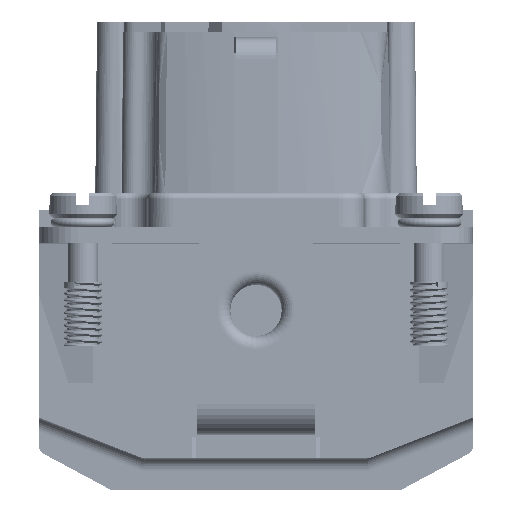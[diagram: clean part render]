
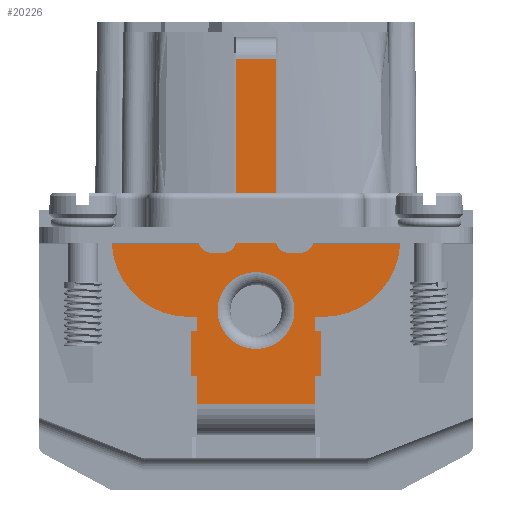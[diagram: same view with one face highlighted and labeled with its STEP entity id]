
A CAD part, left-side view. The second image highlights one B-rep face of the part: STEP entity #20226.
In plain terms, the highlighted planar face has unit normal (-1, 0, 0).
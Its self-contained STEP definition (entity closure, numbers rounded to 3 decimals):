
#4522=FACE_BOUND('',#43407,.T.);
#4523=FACE_BOUND('',#43408,.T.);
#11668=CIRCLE('',#186985,3.);
#11669=CIRCLE('',#186986,6.);
#11670=CIRCLE('',#186987,6.);
#11671=CIRCLE('',#186988,1.);
#11672=CIRCLE('',#186989,1.);
#11673=CIRCLE('',#186990,1.);
#11674=CIRCLE('',#186991,1.);
#20226=ADVANCED_FACE('',(#4522,#4523),#26125,.T.);
#26125=PLANE('',#186992);
#43407=EDGE_LOOP('',(#94948));
#43408=EDGE_LOOP('',(#94949,#94950,#94951,#94952,#94953,#94954,#94955,#94956,
#94957,#94958,#94959,#94960,#94961,#94962,#94963,#94964,#94965,#94966,#94967,
#94968,#94969,#94970,#94971,#94972,#94973,#94974));
#94948=ORIENTED_EDGE('',*,*,#138474,.T.);
#94949=ORIENTED_EDGE('',*,*,#138475,.T.);
#94950=ORIENTED_EDGE('',*,*,#138476,.F.);
#94951=ORIENTED_EDGE('',*,*,#138477,.F.);
#94952=ORIENTED_EDGE('',*,*,#138478,.F.);
#94953=ORIENTED_EDGE('',*,*,#138479,.F.);
#94954=ORIENTED_EDGE('',*,*,#138480,.T.);
#94955=ORIENTED_EDGE('',*,*,#138481,.F.);
#94956=ORIENTED_EDGE('',*,*,#138482,.T.);
#94957=ORIENTED_EDGE('',*,*,#138483,.T.);
#94958=ORIENTED_EDGE('',*,*,#138484,.F.);
#94959=ORIENTED_EDGE('',*,*,#138485,.F.);
#94960=ORIENTED_EDGE('',*,*,#138486,.T.);
#94961=ORIENTED_EDGE('',*,*,#138487,.T.);
#94962=ORIENTED_EDGE('',*,*,#138488,.T.);
#94963=ORIENTED_EDGE('',*,*,#138489,.T.);
#94964=ORIENTED_EDGE('',*,*,#138490,.T.);
#94965=ORIENTED_EDGE('',*,*,#138491,.F.);
#94966=ORIENTED_EDGE('',*,*,#138470,.T.);
#94967=ORIENTED_EDGE('',*,*,#138492,.F.);
#94968=ORIENTED_EDGE('',*,*,#138493,.T.);
#94969=ORIENTED_EDGE('',*,*,#138494,.F.);
#94970=ORIENTED_EDGE('',*,*,#138495,.T.);
#94971=ORIENTED_EDGE('',*,*,#138496,.F.);
#94972=ORIENTED_EDGE('',*,*,#138497,.T.);
#94973=ORIENTED_EDGE('',*,*,#138498,.F.);
#94974=ORIENTED_EDGE('',*,*,#138499,.F.);
#112528=VERTEX_POINT('',#319845);
#112529=VERTEX_POINT('',#319846);
#112532=VERTEX_POINT('',#319854);
#112533=VERTEX_POINT('',#319856);
#112534=VERTEX_POINT('',#319857);
#112535=VERTEX_POINT('',#319859);
#112536=VERTEX_POINT('',#319861);
#112537=VERTEX_POINT('',#319863);
#112538=VERTEX_POINT('',#319865);
#112539=VERTEX_POINT('',#319867);
#112540=VERTEX_POINT('',#319869);
#112541=VERTEX_POINT('',#319871);
#112542=VERTEX_POINT('',#319873);
#112543=VERTEX_POINT('',#319875);
#112544=VERTEX_POINT('',#319877);
#112545=VERTEX_POINT('',#319879);
#112546=VERTEX_POINT('',#319881);
#112547=VERTEX_POINT('',#319883);
#112548=VERTEX_POINT('',#319885);
#112549=VERTEX_POINT('',#319887);
#112550=VERTEX_POINT('',#319890);
#112551=VERTEX_POINT('',#319892);
#112552=VERTEX_POINT('',#319894);
#112553=VERTEX_POINT('',#319896);
#112554=VERTEX_POINT('',#319898);
#112555=VERTEX_POINT('',#319900);
#112556=VERTEX_POINT('',#319902);
#138470=EDGE_CURVE('',#112528,#112529,#156682,.T.);
#138474=EDGE_CURVE('',#112532,#112532,#11668,.T.);
#138475=EDGE_CURVE('',#112533,#112534,#11669,.T.);
#138476=EDGE_CURVE('',#112535,#112534,#156686,.T.);
#138477=EDGE_CURVE('',#112536,#112535,#156687,.T.);
#138478=EDGE_CURVE('',#112537,#112536,#156688,.T.);
#138479=EDGE_CURVE('',#112538,#112537,#156689,.T.);
#138480=EDGE_CURVE('',#112538,#112539,#156690,.T.);
#138481=EDGE_CURVE('',#112540,#112539,#156691,.T.);
#138482=EDGE_CURVE('',#112540,#112541,#156692,.T.);
#138483=EDGE_CURVE('',#112541,#112542,#156693,.T.);
#138484=EDGE_CURVE('',#112543,#112542,#156694,.T.);
#138485=EDGE_CURVE('',#112544,#112543,#156695,.T.);
#138486=EDGE_CURVE('',#112544,#112545,#156696,.T.);
#138487=EDGE_CURVE('',#112545,#112546,#156697,.T.);
#138488=EDGE_CURVE('',#112546,#112547,#156698,.T.);
#138489=EDGE_CURVE('',#112547,#112548,#11670,.T.);
#138490=EDGE_CURVE('',#112548,#112549,#156699,.T.);
#138491=EDGE_CURVE('',#112528,#112549,#11671,.T.);
#138492=EDGE_CURVE('',#112550,#112529,#11672,.T.);
#138493=EDGE_CURVE('',#112550,#112551,#156700,.T.);
#138494=EDGE_CURVE('',#112552,#112551,#156701,.T.);
#138495=EDGE_CURVE('',#112552,#112553,#156702,.T.);
#138496=EDGE_CURVE('',#112554,#112553,#11673,.T.);
#138497=EDGE_CURVE('',#112554,#112555,#156703,.T.);
#138498=EDGE_CURVE('',#112556,#112555,#11674,.T.);
#138499=EDGE_CURVE('',#112533,#112556,#156704,.T.);
#156682=LINE('',#319844,#174830);
#156686=LINE('',#319858,#174834);
#156687=LINE('',#319860,#174835);
#156688=LINE('',#319862,#174836);
#156689=LINE('',#319864,#174837);
#156690=LINE('',#319866,#174838);
#156691=LINE('',#319868,#174839);
#156692=LINE('',#319870,#174840);
#156693=LINE('',#319872,#174841);
#156694=LINE('',#319874,#174842);
#156695=LINE('',#319876,#174843);
#156696=LINE('',#319878,#174844);
#156697=LINE('',#319880,#174845);
#156698=LINE('',#319882,#174846);
#156699=LINE('',#319886,#174847);
#156700=LINE('',#319891,#174848);
#156701=LINE('',#319893,#174849);
#156702=LINE('',#319895,#174850);
#156703=LINE('',#319899,#174851);
#156704=LINE('',#319903,#174852);
#174830=VECTOR('',#229042,1.);
#174834=VECTOR('',#229052,1.);
#174835=VECTOR('',#229053,1.);
#174836=VECTOR('',#229054,1.);
#174837=VECTOR('',#229055,1.);
#174838=VECTOR('',#229056,1.);
#174839=VECTOR('',#229057,1.);
#174840=VECTOR('',#229058,1.);
#174841=VECTOR('',#229059,1.);
#174842=VECTOR('',#229060,1.);
#174843=VECTOR('',#229061,1.);
#174844=VECTOR('',#229062,1.);
#174845=VECTOR('',#229063,1.);
#174846=VECTOR('',#229064,1.);
#174847=VECTOR('',#229067,1.);
#174848=VECTOR('',#229072,1.);
#174849=VECTOR('',#229073,1.);
#174850=VECTOR('',#229074,1.);
#174851=VECTOR('',#229077,1.);
#174852=VECTOR('',#229080,1.);
#186985=AXIS2_PLACEMENT_3D('',#319853,#229048,#229049);
#186986=AXIS2_PLACEMENT_3D('',#319855,#229050,#229051);
#186987=AXIS2_PLACEMENT_3D('',#319884,#229065,#229066);
#186988=AXIS2_PLACEMENT_3D('',#319888,#229068,#229069);
#186989=AXIS2_PLACEMENT_3D('',#319889,#229070,#229071);
#186990=AXIS2_PLACEMENT_3D('',#319897,#229075,#229076);
#186991=AXIS2_PLACEMENT_3D('',#319901,#229078,#229079);
#186992=AXIS2_PLACEMENT_3D('',#319904,#229081,#229082);
#229042=DIRECTION('',(0.,1.,0.));
#229048=DIRECTION('',(1.,0.,0.));
#229049=DIRECTION('',(0.,0.,-1.));
#229050=DIRECTION('',(-1.,0.,0.));
#229051=DIRECTION('',(0.,0.,-1.));
#229052=DIRECTION('',(0.,1.,0.));
#229053=DIRECTION('',(0.,0.,1.));
#229054=DIRECTION('',(0.,-1.,0.));
#229055=DIRECTION('',(0.,0.,1.));
#229056=DIRECTION('',(0.,-1.,0.));
#229057=DIRECTION('',(0.,0.,1.));
#229058=DIRECTION('',(0.,-1.,0.));
#229059=DIRECTION('',(0.,0.,1.));
#229060=DIRECTION('',(0.,1.,0.));
#229061=DIRECTION('',(0.,0.,-1.));
#229062=DIRECTION('',(0.,1.,0.));
#229063=DIRECTION('',(0.,0.,1.));
#229064=DIRECTION('',(0.,-1.,0.));
#229065=DIRECTION('',(-1.,0.,0.));
#229066=DIRECTION('',(0.,0.,-1.));
#229067=DIRECTION('',(0.,1.,0.));
#229068=DIRECTION('',(-1.,0.,0.));
#229069=DIRECTION('',(0.,0.,-1.));
#229070=DIRECTION('',(-1.,0.,0.));
#229071=DIRECTION('',(0.,0.,-1.));
#229072=DIRECTION('',(0.,0.,1.));
#229073=DIRECTION('',(0.,-1.,0.));
#229074=DIRECTION('',(0.,0.,-1.));
#229075=DIRECTION('',(-1.,0.,0.));
#229076=DIRECTION('',(0.,0.,-1.));
#229077=DIRECTION('',(0.,1.,0.));
#229078=DIRECTION('',(-1.,0.,0.));
#229079=DIRECTION('',(0.,0.,-1.));
#229080=DIRECTION('',(0.,-1.,0.));
#229081=DIRECTION('',(-1.,0.,0.));
#229082=DIRECTION('',(0.,0.,1.));
#319844=CARTESIAN_POINT('',(-46.1,0.,-18.1));
#319845=CARTESIAN_POINT('',(-46.1,-3.5,-18.1));
#319846=CARTESIAN_POINT('',(-46.1,-2.55,-18.1));
#319853=CARTESIAN_POINT('',(-46.1,0.,-22.6));
#319854=CARTESIAN_POINT('',(-46.1,0.,-25.6));
#319855=CARTESIAN_POINT('',(-46.1,5.25,-17.1));
#319856=CARTESIAN_POINT('',(-46.1,11.242,-17.4));
#319857=CARTESIAN_POINT('',(-46.1,5.25,-23.1));
#319858=CARTESIAN_POINT('',(-46.1,0.,-23.1));
#319859=CARTESIAN_POINT('',(-46.1,4.6,-23.1));
#319860=CARTESIAN_POINT('',(-46.1,4.6,-15.9));
#319861=CARTESIAN_POINT('',(-46.1,4.6,-24.2));
#319862=CARTESIAN_POINT('',(-46.1,0.,-24.2));
#319863=CARTESIAN_POINT('',(-46.1,5.05,-24.2));
#319864=CARTESIAN_POINT('',(-46.1,5.05,-15.9));
#319865=CARTESIAN_POINT('',(-46.1,5.05,-27.7));
#319866=CARTESIAN_POINT('',(-46.1,0.,-27.7));
#319867=CARTESIAN_POINT('',(-46.1,4.6,-27.7));
#319868=CARTESIAN_POINT('',(-46.1,4.6,-15.9));
#319869=CARTESIAN_POINT('',(-46.1,4.6,-29.9));
#319870=CARTESIAN_POINT('',(-46.1,0.,-29.9));
#319871=CARTESIAN_POINT('',(-46.1,-4.6,-29.9));
#319872=CARTESIAN_POINT('',(-46.1,-4.6,-15.9));
#319873=CARTESIAN_POINT('',(-46.1,-4.6,-27.7));
#319874=CARTESIAN_POINT('',(-46.1,-3.7,-27.7));
#319875=CARTESIAN_POINT('',(-46.1,-5.05,-27.7));
#319876=CARTESIAN_POINT('',(-46.1,-5.05,-15.9));
#319877=CARTESIAN_POINT('',(-46.1,-5.05,-24.2));
#319878=CARTESIAN_POINT('',(-46.1,-4.65,-24.2));
#319879=CARTESIAN_POINT('',(-46.1,-4.6,-24.2));
#319880=CARTESIAN_POINT('',(-46.1,-4.6,-15.9));
#319881=CARTESIAN_POINT('',(-46.1,-4.6,-23.1));
#319882=CARTESIAN_POINT('',(-46.1,-4.5,-23.1));
#319883=CARTESIAN_POINT('',(-46.1,-5.25,-23.1));
#319884=CARTESIAN_POINT('',(-46.1,-5.25,-17.1));
#319885=CARTESIAN_POINT('',(-46.1,-11.242,-17.4));
#319886=CARTESIAN_POINT('',(-46.1,0.,-17.4));
#319887=CARTESIAN_POINT('',(-46.1,-4.454,-17.4));
#319888=CARTESIAN_POINT('',(-46.1,-3.5,-17.1));
#319889=CARTESIAN_POINT('',(-46.1,-2.55,-17.1));
#319890=CARTESIAN_POINT('',(-46.1,-1.55,-17.1));
#319891=CARTESIAN_POINT('',(-46.1,-1.55,-15.1));
#319892=CARTESIAN_POINT('',(-46.1,-1.55,-3.));
#319893=CARTESIAN_POINT('',(-46.1,0.,-3.));
#319894=CARTESIAN_POINT('',(-46.1,1.55,-3.));
#319895=CARTESIAN_POINT('',(-46.1,1.55,-15.1));
#319896=CARTESIAN_POINT('',(-46.1,1.55,-17.1));
#319897=CARTESIAN_POINT('',(-46.1,2.55,-17.1));
#319898=CARTESIAN_POINT('',(-46.1,2.55,-18.1));
#319899=CARTESIAN_POINT('',(-46.1,0.,-18.1));
#319900=CARTESIAN_POINT('',(-46.1,3.5,-18.1));
#319901=CARTESIAN_POINT('',(-46.1,3.5,-17.1));
#319902=CARTESIAN_POINT('',(-46.1,4.454,-17.4));
#319903=CARTESIAN_POINT('',(-46.1,11.25,-17.4));
#319904=CARTESIAN_POINT('',(-46.1,0.,-15.9));
